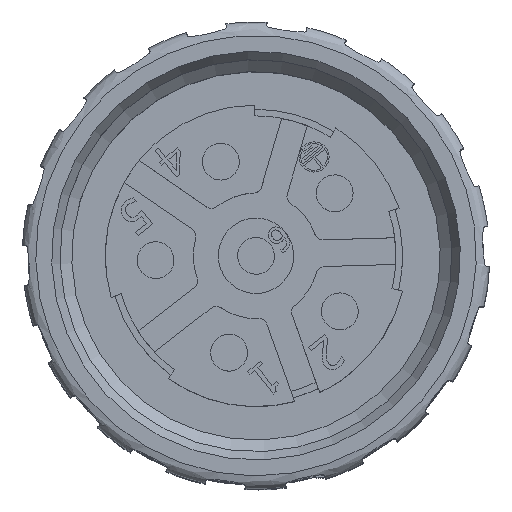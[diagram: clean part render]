
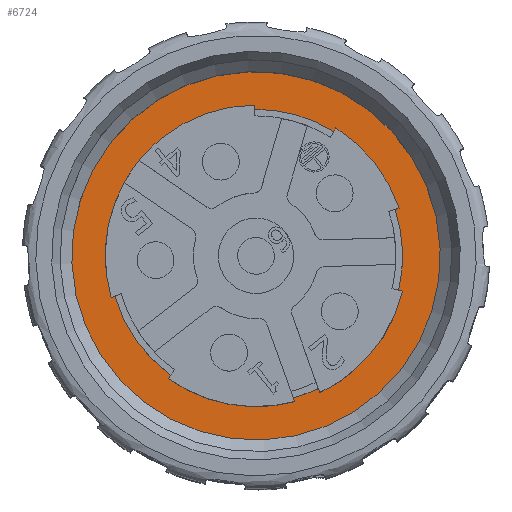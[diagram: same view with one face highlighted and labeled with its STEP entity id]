
A CAD part, top view. The second image highlights one B-rep face of the part: STEP entity #6724.
In plain terms, the highlighted planar face has unit normal (0, 0, 1).
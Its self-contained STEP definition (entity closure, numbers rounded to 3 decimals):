
#301=CARTESIAN_POINT('',(9.54,-16.307,22.803));
#302=VERTEX_POINT('',#301);
#303=CARTESIAN_POINT('',(2.004,-14.931,22.803));
#304=VERTEX_POINT('',#303);
#305=CARTESIAN_POINT('',(7.234,-7.607,22.803));
#306=DIRECTION('',(0.,0.,-1.));
#307=DIRECTION('',(-0.622,0.783,0.));
#308=AXIS2_PLACEMENT_3D('',#305,#306,#307);
#309=CIRCLE('',#308,9.0);
#310=EDGE_CURVE('',#302,#304,#309,.T.);
#343=CARTESIAN_POINT('',(9.456,-16.07,22.803));
#344=VERTEX_POINT('',#343);
#345=CARTESIAN_POINT('',(9.456,-16.07,22.803));
#346=DIRECTION('',(0.336,-0.942,0.));
#347=VECTOR('',#346,0.251);
#348=LINE('',#345,#347);
#349=EDGE_CURVE('',#344,#302,#348,.T.);
#447=CARTESIAN_POINT('',(10.954,-15.527,22.803));
#448=VERTEX_POINT('',#447);
#455=CARTESIAN_POINT('',(11.038,-15.764,22.803));
#456=VERTEX_POINT('',#455);
#457=CARTESIAN_POINT('',(11.038,-15.764,22.803));
#458=DIRECTION('',(-0.336,0.942,0.));
#459=VECTOR('',#458,0.251);
#460=LINE('',#457,#459);
#461=EDGE_CURVE('',#456,#448,#460,.T.);
#502=CARTESIAN_POINT('',(12.833,-14.654,22.803));
#503=VERTEX_POINT('',#502);
#504=CARTESIAN_POINT('',(7.234,-7.607,22.803));
#505=DIRECTION('',(0.,0.,-1.));
#506=DIRECTION('',(-0.622,0.783,0.));
#507=AXIS2_PLACEMENT_3D('',#504,#505,#506);
#508=CIRCLE('',#507,9.0);
#509=EDGE_CURVE('',#503,#456,#508,.T.);
#535=CARTESIAN_POINT('',(15.984,-9.713,22.803));
#536=VERTEX_POINT('',#535);
#537=CARTESIAN_POINT('',(7.234,-7.607,22.803));
#538=DIRECTION('',(0.,0.,-1.));
#539=DIRECTION('',(-0.622,0.783,0.));
#540=AXIS2_PLACEMENT_3D('',#537,#538,#539);
#541=CIRCLE('',#540,9.0);
#542=EDGE_CURVE('',#536,#503,#541,.T.);
#568=CARTESIAN_POINT('',(15.741,-9.656,22.803));
#569=VERTEX_POINT('',#568);
#570=CARTESIAN_POINT('',(15.741,-9.656,22.803));
#571=DIRECTION('',(0.973,-0.23,0.0));
#572=VECTOR('',#571,0.25);
#573=LINE('',#570,#572);
#574=EDGE_CURVE('',#569,#536,#573,.T.);
#690=CARTESIAN_POINT('',(15.534,-4.836,22.803));
#691=VERTEX_POINT('',#690);
#698=CARTESIAN_POINT('',(15.771,-4.756,22.803));
#699=VERTEX_POINT('',#698);
#700=CARTESIAN_POINT('',(15.771,-4.756,22.803));
#701=DIRECTION('',(-0.947,-0.32,0.0));
#702=VECTOR('',#701,0.25);
#703=LINE('',#700,#702);
#704=EDGE_CURVE('',#699,#691,#703,.T.);
#4676=CARTESIAN_POINT('',(7.159,1.393,22.803));
#4677=VERTEX_POINT('',#4676);
#4678=CARTESIAN_POINT('',(7.161,1.143,22.803));
#4679=VERTEX_POINT('',#4678);
#4680=CARTESIAN_POINT('',(7.159,1.393,22.803));
#4681=DIRECTION('',(0.012,-1.,0.0));
#4682=VECTOR('',#4681,0.25);
#4683=LINE('',#4680,#4682);
#4684=EDGE_CURVE('',#4677,#4679,#4683,.T.);
#4716=CARTESIAN_POINT('',(1.636,-0.56,22.803));
#4717=VERTEX_POINT('',#4716);
#4718=CARTESIAN_POINT('',(7.234,-7.607,22.803));
#4719=DIRECTION('',(0.,0.,-1.));
#4720=DIRECTION('',(0.333,-0.943,0.));
#4721=AXIS2_PLACEMENT_3D('',#4718,#4719,#4720);
#4722=CIRCLE('',#4721,9.0);
#4723=EDGE_CURVE('',#4717,#4677,#4722,.T.);
#4741=CARTESIAN_POINT('',(-1.414,-10.1,22.803));
#4742=VERTEX_POINT('',#4741);
#4743=CARTESIAN_POINT('',(7.234,-7.607,22.803));
#4744=DIRECTION('',(0.,0.,-1.));
#4745=DIRECTION('',(0.953,-0.304,0.));
#4746=AXIS2_PLACEMENT_3D('',#4743,#4744,#4745);
#4747=CIRCLE('',#4746,9.);
#4748=EDGE_CURVE('',#4742,#4717,#4747,.T.);
#4825=CARTESIAN_POINT('',(-1.181,-10.003,22.803));
#4826=VERTEX_POINT('',#4825);
#4827=CARTESIAN_POINT('',(-1.181,-10.003,22.803));
#4828=DIRECTION('',(-0.923,-0.386,0.));
#4829=VECTOR('',#4828,0.252);
#4830=LINE('',#4827,#4829);
#4831=EDGE_CURVE('',#4826,#4742,#4830,.T.);
#4914=CARTESIAN_POINT('',(2.148,-14.727,22.803));
#4915=VERTEX_POINT('',#4914);
#4916=CARTESIAN_POINT('',(2.004,-14.931,22.803));
#4917=DIRECTION('',(0.578,0.816,0.0));
#4918=VECTOR('',#4917,0.25);
#4919=LINE('',#4916,#4918);
#4920=EDGE_CURVE('',#304,#4915,#4919,.T.);
#5536=CARTESIAN_POINT('',(12.003,0.026,22.803));
#5537=VERTEX_POINT('',#5536);
#5538=CARTESIAN_POINT('',(7.234,-7.607,22.803));
#5539=DIRECTION('',(0.,0.,-1.));
#5540=DIRECTION('',(-0.622,0.783,0.));
#5541=AXIS2_PLACEMENT_3D('',#5538,#5539,#5540);
#5542=CIRCLE('',#5541,9.0);
#5543=EDGE_CURVE('',#5537,#699,#5542,.T.);
#5572=CARTESIAN_POINT('',(11.873,-0.188,22.803));
#5573=VERTEX_POINT('',#5572);
#5574=CARTESIAN_POINT('',(11.873,-0.188,22.803));
#5575=DIRECTION('',(0.52,0.854,0.0));
#5576=VECTOR('',#5575,0.25);
#5577=LINE('',#5574,#5576);
#5578=EDGE_CURVE('',#5573,#5537,#5577,.T.);
#6622=CARTESIAN_POINT('',(7.234,-7.607,22.803));
#6623=DIRECTION('',(0.,0.,-1.));
#6624=DIRECTION('',(-0.622,0.783,0.));
#6625=AXIS2_PLACEMENT_3D('',#6622,#6623,#6624);
#6626=CIRCLE('',#6625,8.75);
#6627=EDGE_CURVE('',#691,#569,#6626,.T.);
#6642=CARTESIAN_POINT('',(7.234,-7.607,22.803));
#6643=DIRECTION('',(0.,0.,-1.));
#6644=DIRECTION('',(-0.622,0.783,0.));
#6645=AXIS2_PLACEMENT_3D('',#6642,#6643,#6644);
#6646=CIRCLE('',#6645,8.75);
#6647=EDGE_CURVE('',#4679,#5573,#6646,.T.);
#6658=CARTESIAN_POINT('',(7.234,-7.607,22.803));
#6659=DIRECTION('',(0.,0.,-1.));
#6660=DIRECTION('',(-0.622,0.783,0.));
#6661=AXIS2_PLACEMENT_3D('',#6658,#6659,#6660);
#6662=CIRCLE('',#6661,8.75);
#6663=EDGE_CURVE('',#448,#344,#6662,.T.);
#6678=CARTESIAN_POINT('',(7.234,-7.607,22.803));
#6679=DIRECTION('',(0.,0.,-1.));
#6680=DIRECTION('',(-0.622,0.783,0.));
#6681=AXIS2_PLACEMENT_3D('',#6678,#6679,#6680);
#6682=CIRCLE('',#6681,8.75);
#6683=EDGE_CURVE('',#4915,#4826,#6682,.T.);
#6688=CARTESIAN_POINT('',(7.234,-7.607,22.803));
#6689=DIRECTION('',(0.0,0.0,-1.0));
#6690=DIRECTION('',(-0.622,0.783,0.0));
#6691=AXIS2_PLACEMENT_3D('',#6688,#6689,#6690);
#6692=PLANE('',#6691);
#6693=CARTESIAN_POINT('',(-3.955,-7.607,22.803));
#6694=VERTEX_POINT('',#6693);
#6695=CARTESIAN_POINT('',(7.234,-7.607,22.803));
#6696=DIRECTION('',(0.0,0.0,-1.0));
#6697=DIRECTION('',(1.0,0.0,0.0));
#6698=AXIS2_PLACEMENT_3D('',#6695,#6696,#6697);
#6699=CIRCLE('',#6698,11.189);
#6700=EDGE_CURVE('',#6694,#6694,#6699,.T.);
#6701=ORIENTED_EDGE('',*,*,#6700,.F.);
#6702=EDGE_LOOP('',(#6701));
#6703=FACE_OUTER_BOUND('',#6702,.T.);
#6704=ORIENTED_EDGE('',*,*,#4920,.T.);
#6705=ORIENTED_EDGE('',*,*,#6683,.T.);
#6706=ORIENTED_EDGE('',*,*,#4831,.T.);
#6707=ORIENTED_EDGE('',*,*,#4748,.T.);
#6708=ORIENTED_EDGE('',*,*,#4723,.T.);
#6709=ORIENTED_EDGE('',*,*,#4684,.T.);
#6710=ORIENTED_EDGE('',*,*,#6647,.T.);
#6711=ORIENTED_EDGE('',*,*,#5578,.T.);
#6712=ORIENTED_EDGE('',*,*,#5543,.T.);
#6713=ORIENTED_EDGE('',*,*,#704,.T.);
#6714=ORIENTED_EDGE('',*,*,#6627,.T.);
#6715=ORIENTED_EDGE('',*,*,#574,.T.);
#6716=ORIENTED_EDGE('',*,*,#542,.T.);
#6717=ORIENTED_EDGE('',*,*,#509,.T.);
#6718=ORIENTED_EDGE('',*,*,#461,.T.);
#6719=ORIENTED_EDGE('',*,*,#6663,.T.);
#6720=ORIENTED_EDGE('',*,*,#349,.T.);
#6721=ORIENTED_EDGE('',*,*,#310,.T.);
#6722=EDGE_LOOP('',(#6704,#6705,#6706,#6707,#6708,#6709,#6710,#6711,#6712,#6713,#6714,#6715,#6716,#6717,#6718,#6719,#6720,#6721));
#6723=FACE_BOUND('',#6722,.T.);
#6724=ADVANCED_FACE('',(#6703,#6723),#6692,.F.);
